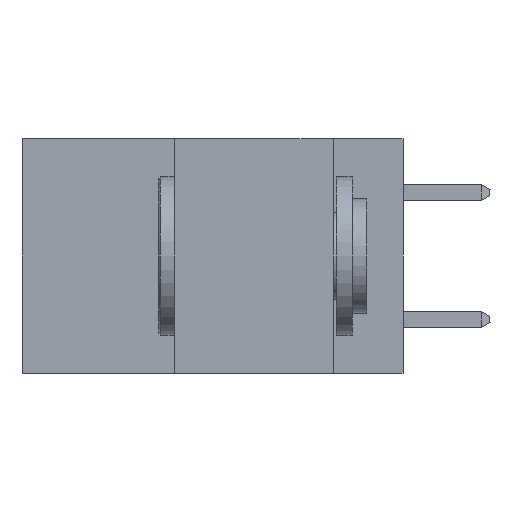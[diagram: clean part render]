
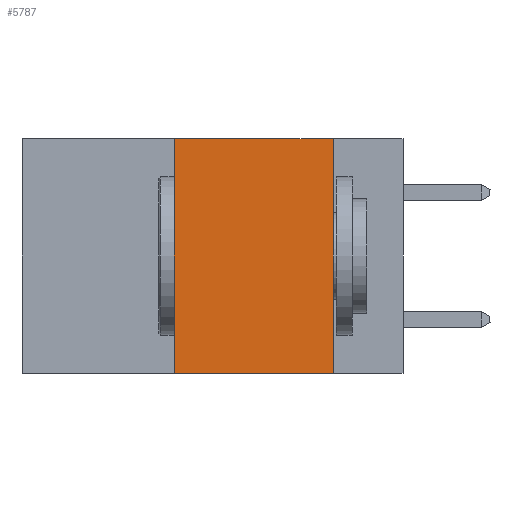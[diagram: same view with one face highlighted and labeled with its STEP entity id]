
A CAD part, left-side view. The second image highlights one B-rep face of the part: STEP entity #5787.
In plain terms, the highlighted planar face has unit normal (-1, 0, 0).
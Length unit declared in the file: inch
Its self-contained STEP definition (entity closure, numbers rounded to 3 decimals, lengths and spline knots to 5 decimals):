
#2492 = CARTESIAN_POINT ( 'NONE',  ( 0., 0.11, -0.37 ) ) ;
#2868 = EDGE_CURVE ( 'NONE', #13541, #4783, #3889, .T. ) ;
#3889 = LINE ( 'NONE', #16552, #23129 ) ;
#4783 = VERTEX_POINT ( 'NONE', #2492 ) ;
#5787 = ADVANCED_FACE ( 'NONE', ( #12542 ), #15881, .F. ) ;
#6242 = VECTOR ( 'NONE', #17789, 39.37008 ) ;
#7498 = VECTOR ( 'NONE', #21671, 39.37008 ) ;
#10355 = CARTESIAN_POINT ( 'NONE',  ( 0., 0.6, 0. ) ) ;
#10479 = CARTESIAN_POINT ( 'NONE',  ( 0., 0.36, -0.37 ) ) ;
#10892 = CARTESIAN_POINT ( 'NONE',  ( 0., 0.11, 0. ) ) ;
#11222 = LINE ( 'NONE', #21531, #6242 ) ;
#12542 = FACE_OUTER_BOUND ( 'NONE', #23307, .T. ) ;
#13541 = VERTEX_POINT ( 'NONE', #10892 ) ;
#13746 = AXIS2_PLACEMENT_3D ( 'NONE', #10355, #15800, #17676 ) ;
#13787 = EDGE_CURVE ( 'NONE', #15762, #14261, #11222, .T. ) ;
#14261 = VERTEX_POINT ( 'NONE', #17465 ) ;
#14395 = DIRECTION ( 'NONE',  ( 0., -1., 0. ) ) ;
#14437 = ORIENTED_EDGE ( 'NONE', *, *, #13787, .F. ) ;
#14823 = LINE ( 'NONE', #18014, #7498 ) ;
#15762 = VERTEX_POINT ( 'NONE', #10479 ) ;
#15800 = DIRECTION ( 'NONE',  ( 1., 0., 0. ) ) ;
#15881 = PLANE ( 'NONE',  #13746 ) ;
#16058 = CARTESIAN_POINT ( 'NONE',  ( 0., 0.6, -0.37 ) ) ;
#16546 = VECTOR ( 'NONE', #14395, 39.37008 ) ;
#16552 = CARTESIAN_POINT ( 'NONE',  ( 0., 0.11, 0. ) ) ;
#17465 = CARTESIAN_POINT ( 'NONE',  ( 0., 0.36, 0. ) ) ;
#17654 = EDGE_CURVE ( 'NONE', #14261, #13541, #14823, .T. ) ;
#17676 = DIRECTION ( 'NONE',  ( 0., 0., -1. ) ) ;
#17789 = DIRECTION ( 'NONE',  ( 0., 0., 1. ) ) ;
#18014 = CARTESIAN_POINT ( 'NONE',  ( 0., 0.6, 0. ) ) ;
#19148 = LINE ( 'NONE', #16058, #16546 ) ;
#19589 = ORIENTED_EDGE ( 'NONE', *, *, #22530, .T. ) ;
#20063 = DIRECTION ( 'NONE',  ( 0., 0., -1. ) ) ;
#20338 = ORIENTED_EDGE ( 'NONE', *, *, #17654, .F. ) ;
#21397 = ORIENTED_EDGE ( 'NONE', *, *, #2868, .F. ) ;
#21531 = CARTESIAN_POINT ( 'NONE',  ( 0., 0.36, 0. ) ) ;
#21671 = DIRECTION ( 'NONE',  ( 0., -1., 0. ) ) ;
#22530 = EDGE_CURVE ( 'NONE', #15762, #4783, #19148, .T. ) ;
#23129 = VECTOR ( 'NONE', #20063, 39.37008 ) ;
#23307 = EDGE_LOOP ( 'NONE', ( #21397, #20338, #14437, #19589 ) ) ;
